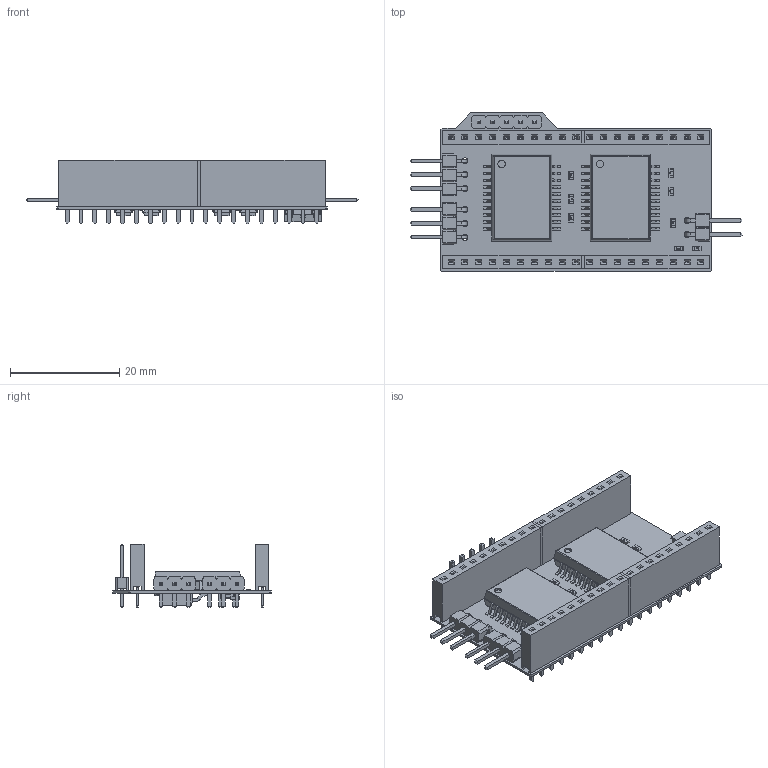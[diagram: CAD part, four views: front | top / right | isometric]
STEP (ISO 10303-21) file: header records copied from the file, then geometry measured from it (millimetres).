
FILE_DESCRIPTION(('Open CASCADE Model'),'2;1');
FILE_NAME('Open CASCADE Shape Model','2020-03-17T13:56:48',('Author'),( 'Open CASCADE'),'Open CASCADE STEP processor 6.8','Open CASCADE 6.8' ,'Unknown');
FILE_SCHEMA(('AUTOMOTIVE_DESIGN { 1 0 10303 214 1 1 1 1 }'));
Length unit declared in the file: millimetre
Products named in the file (55): PCB; Board; C3; 61300511121; 6130xx11121_PIN; C10; 61300211021; 6130xx11021_PIN; DIO4; User_Library-SOD-123; DIO2; Cx8; User_Library-0603_SMD_Capacitor; Cx6; Cx4; Cx2; Cx1; DIO3; DIO1; Cx7; Cx5; Cx3; Cx12; Cx11; Cx10; 1206_SMD_Capacitor; Cx9; IC3; DPAK; DPAK_Leads; DPAK_Marking; DPAK_Body; C7; 61300311021; C6; IC2; 6436064320; Body; PinsArrayLR; ThermalPad ...
Assembly tree (95 placements, depth 4):
  PCB
    Board
    C3
      61300511121
        6130xx11121_PIN  x5
        61300511121
    C10
      61300211021
        61300211021
        6130xx11021_PIN  x2
    DIO4
      User_Library-SOD-123
    DIO2
      User_Library-SOD-123
    Cx8
      User_Library-0603_SMD_Capacitor
    Cx6
      User_Library-0603_SMD_Capacitor
    Cx4
      User_Library-0603_SMD_Capacitor
    Cx2
      User_Library-0603_SMD_Capacitor
    Cx1
      User_Library-0603_SMD_Capacitor
    DIO3
      User_Library-SOD-123
    DIO1
      User_Library-SOD-123
    Cx7
      User_Library-0603_SMD_Capacitor
    Cx5
      User_Library-0603_SMD_Capacitor
    Cx3
      User_Library-0603_SMD_Capacitor
    Cx12
      User_Library-0603_SMD_Capacitor
    Cx11
      User_Library-0603_SMD_Capacitor
    Cx10
      1206_SMD_Capacitor
    Cx9
      1206_SMD_Capacitor
    IC3
      DPAK
        DPAK_Leads
        DPAK_Marking
        DPAK_Body
    C7
      61300311021
        6130xx11021_PIN  x3
        61300311021
    C6
      61300311021
        6130xx11021_PIN  x3
        61300311021
    IC2
      6436064320
        Body
        PinsArrayLR
        ThermalPad
Bounding box: 60.77 x 29.02 x 11.63 mm (x, y, z)
Volume: 3987.9 mm3; surface area: 10468.2 mm2
Topology: 130 solids, 130 shells, 4038 faces, 10820 edges, 7102 vertices
Faces by surface type: plane 2738, cylinder 575, bspline 553, sphere 96, extrusion 76
Full cylindrical faces by diameter (mm): 1.02 x38, 1.1 x13, 1.375 x2
Entity records: 51850 total; most frequent: CARTESIAN_POINT 13271, ORIENTED_EDGE 6956, DIRECTION 5913, EDGE_CURVE 3478, VECTOR 2729, LINE 2725, VERTEX_POINT 2305, AXIS2_PLACEMENT_3D 1592
